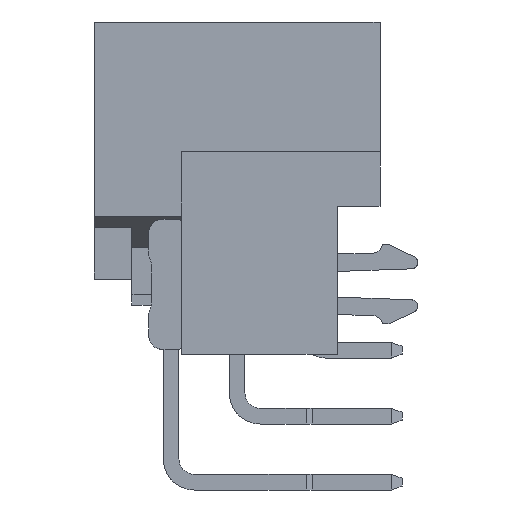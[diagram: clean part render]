
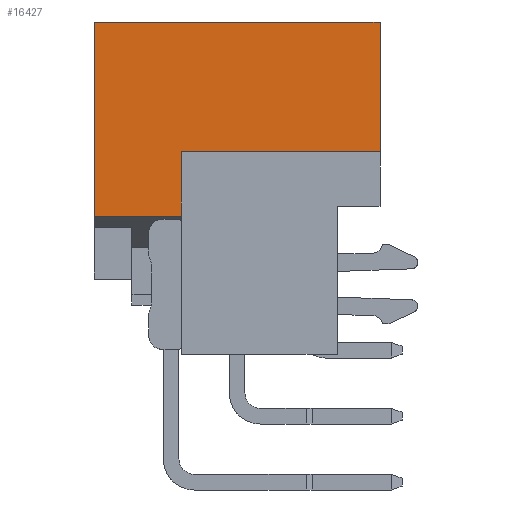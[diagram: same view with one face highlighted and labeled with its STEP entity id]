
A CAD part, left-side view. The second image highlights one B-rep face of the part: STEP entity #16427.
In plain terms, the highlighted planar face has unit normal (-1, 0, 0).
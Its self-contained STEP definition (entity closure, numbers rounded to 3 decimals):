
#12691=CARTESIAN_POINT('',(-23.5,2.15,-1.1));
#12692=VERTEX_POINT('',#12691);
#12702=CARTESIAN_POINT('',(-23.5,5.5,-1.1));
#12703=VERTEX_POINT('',#12702);
#12704=CARTESIAN_POINT('',(-23.5,2.15,-1.1));
#12705=CARTESIAN_POINT('',(-23.5,2.82,-1.1));
#12706=CARTESIAN_POINT('',(-23.5,3.49,-1.1));
#12707=CARTESIAN_POINT('',(-23.5,4.16,-1.1));
#12708=CARTESIAN_POINT('',(-23.5,4.83,-1.1));
#12709=CARTESIAN_POINT('',(-23.5,5.5,-1.1));
#12710=B_SPLINE_CURVE_WITH_KNOTS('',5,(#12704,#12705,#12706,#12707,#12708,#12709),.UNSPECIFIED.,.F.,.U.,(6,6),(0.,3.35),.UNSPECIFIED.);
#12711=EDGE_CURVE('',#12692,#12703,#12710,.T.);
#14939=CARTESIAN_POINT('',(-23.5,2.15,1.4));
#14940=VERTEX_POINT('',#14939);
#14950=CARTESIAN_POINT('',(-23.5,2.15,1.4));
#14951=CARTESIAN_POINT('',(-23.5,2.15,0.9));
#14952=CARTESIAN_POINT('',(-23.5,2.15,0.4));
#14953=CARTESIAN_POINT('',(-23.5,2.15,-0.1));
#14954=CARTESIAN_POINT('',(-23.5,2.15,-0.6));
#14955=CARTESIAN_POINT('',(-23.5,2.15,-1.1));
#14956=B_SPLINE_CURVE_WITH_KNOTS('',5,(#14950,#14951,#14952,#14953,#14954,#14955),.UNSPECIFIED.,.F.,.U.,(6,6),(0.,2.5),.UNSPECIFIED.);
#14957=EDGE_CURVE('',#14940,#12692,#14956,.T.);
#16332=CARTESIAN_POINT('',(-23.5,0.,2.65));
#16333=DIRECTION('',(0.,-1.,0.));
#16334=DIRECTION('',(-1.,0.,0.));
#16335=AXIS2_PLACEMENT_3D('',#16332,#16334,#16333);
#16336=PLANE('',#16335);
#16337=ORIENTED_EDGE('',*,*,#14957,.F.);
#16338=CARTESIAN_POINT('',(-23.5,1.15,1.4));
#16339=VERTEX_POINT('',#16338);
#16340=CARTESIAN_POINT('',(-23.5,2.15,1.4));
#16341=CARTESIAN_POINT('',(-23.5,1.95,1.4));
#16342=CARTESIAN_POINT('',(-23.5,1.75,1.4));
#16343=CARTESIAN_POINT('',(-23.5,1.55,1.4));
#16344=CARTESIAN_POINT('',(-23.5,1.35,1.4));
#16345=CARTESIAN_POINT('',(-23.5,1.15,1.4));
#16346=B_SPLINE_CURVE_WITH_KNOTS('',5,(#16340,#16341,#16342,#16343,#16344,#16345),.UNSPECIFIED.,.F.,.U.,(6,6),(0.,1.),.UNSPECIFIED.);
#16347=EDGE_CURVE('',#14940,#16339,#16346,.T.);
#16348=ORIENTED_EDGE('',*,*,#16347,.T.);
#16349=CARTESIAN_POINT('',(-23.5,1.15,-1.));
#16350=VERTEX_POINT('',#16349);
#16351=CARTESIAN_POINT('',(-23.5,1.15,1.4));
#16352=CARTESIAN_POINT('',(-23.5,1.15,0.92));
#16353=CARTESIAN_POINT('',(-23.5,1.15,0.44));
#16354=CARTESIAN_POINT('',(-23.5,1.15,-0.04));
#16355=CARTESIAN_POINT('',(-23.5,1.15,-0.52));
#16356=CARTESIAN_POINT('',(-23.5,1.15,-1.));
#16357=B_SPLINE_CURVE_WITH_KNOTS('',5,(#16351,#16352,#16353,#16354,#16355,#16356),.UNSPECIFIED.,.F.,.U.,(6,6),(0.,2.4),.UNSPECIFIED.);
#16358=EDGE_CURVE('',#16339,#16350,#16357,.T.);
#16359=ORIENTED_EDGE('',*,*,#16358,.T.);
#16360=CARTESIAN_POINT('',(-23.5,-2.85,-1.));
#16361=VERTEX_POINT('',#16360);
#16362=CARTESIAN_POINT('',(-23.5,1.15,-1.));
#16363=CARTESIAN_POINT('',(-23.5,0.35,-1.));
#16364=CARTESIAN_POINT('',(-23.5,-0.45,-1.));
#16365=CARTESIAN_POINT('',(-23.5,-1.25,-1.));
#16366=CARTESIAN_POINT('',(-23.5,-2.05,-1.));
#16367=CARTESIAN_POINT('',(-23.5,-2.85,-1.));
#16368=B_SPLINE_CURVE_WITH_KNOTS('',5,(#16362,#16363,#16364,#16365,#16366,#16367),.UNSPECIFIED.,.F.,.U.,(6,6),(0.,4.),.UNSPECIFIED.);
#16369=EDGE_CURVE('',#16350,#16361,#16368,.T.);
#16370=ORIENTED_EDGE('',*,*,#16369,.T.);
#16371=CARTESIAN_POINT('',(-23.5,-2.85,1.4));
#16372=VERTEX_POINT('',#16371);
#16373=CARTESIAN_POINT('',(-23.5,-2.85,-1.));
#16374=CARTESIAN_POINT('',(-23.5,-2.85,-0.52));
#16375=CARTESIAN_POINT('',(-23.5,-2.85,-0.04));
#16376=CARTESIAN_POINT('',(-23.5,-2.85,0.44));
#16377=CARTESIAN_POINT('',(-23.5,-2.85,0.92));
#16378=CARTESIAN_POINT('',(-23.5,-2.85,1.4));
#16379=B_SPLINE_CURVE_WITH_KNOTS('',5,(#16373,#16374,#16375,#16376,#16377,#16378),.UNSPECIFIED.,.F.,.U.,(6,6),(0.,2.4),.UNSPECIFIED.);
#16380=EDGE_CURVE('',#16361,#16372,#16379,.T.);
#16381=ORIENTED_EDGE('',*,*,#16380,.T.);
#16382=CARTESIAN_POINT('',(-23.5,-5.5,1.4));
#16383=VERTEX_POINT('',#16382);
#16384=CARTESIAN_POINT('',(-23.5,-2.85,1.4));
#16385=CARTESIAN_POINT('',(-23.5,-3.38,1.4));
#16386=CARTESIAN_POINT('',(-23.5,-3.91,1.4));
#16387=CARTESIAN_POINT('',(-23.5,-4.44,1.4));
#16388=CARTESIAN_POINT('',(-23.5,-4.97,1.4));
#16389=CARTESIAN_POINT('',(-23.5,-5.5,1.4));
#16390=B_SPLINE_CURVE_WITH_KNOTS('',5,(#16384,#16385,#16386,#16387,#16388,#16389),.UNSPECIFIED.,.F.,.U.,(6,6),(0.,2.65),.UNSPECIFIED.);
#16391=EDGE_CURVE('',#16372,#16383,#16390,.T.);
#16392=ORIENTED_EDGE('',*,*,#16391,.T.);
#16393=CARTESIAN_POINT('',(-23.5,-5.5,6.4));
#16394=VERTEX_POINT('',#16393);
#16395=CARTESIAN_POINT('',(-23.5,-5.5,1.4));
#16396=CARTESIAN_POINT('',(-23.5,-5.5,2.4));
#16397=CARTESIAN_POINT('',(-23.5,-5.5,3.4));
#16398=CARTESIAN_POINT('',(-23.5,-5.5,4.4));
#16399=CARTESIAN_POINT('',(-23.5,-5.5,5.4));
#16400=CARTESIAN_POINT('',(-23.5,-5.5,6.4));
#16401=B_SPLINE_CURVE_WITH_KNOTS('',5,(#16395,#16396,#16397,#16398,#16399,#16400),.UNSPECIFIED.,.F.,.U.,(6,6),(0.,5.),.UNSPECIFIED.);
#16402=EDGE_CURVE('',#16383,#16394,#16401,.T.);
#16403=ORIENTED_EDGE('',*,*,#16402,.T.);
#16404=CARTESIAN_POINT('',(-23.5,5.5,6.4));
#16405=VERTEX_POINT('',#16404);
#16406=CARTESIAN_POINT('',(-23.5,-5.5,6.4));
#16407=CARTESIAN_POINT('',(-23.5,-3.3,6.4));
#16408=CARTESIAN_POINT('',(-23.5,-1.1,6.4));
#16409=CARTESIAN_POINT('',(-23.5,1.1,6.4));
#16410=CARTESIAN_POINT('',(-23.5,3.3,6.4));
#16411=CARTESIAN_POINT('',(-23.5,5.5,6.4));
#16412=B_SPLINE_CURVE_WITH_KNOTS('',5,(#16406,#16407,#16408,#16409,#16410,#16411),.UNSPECIFIED.,.F.,.U.,(6,6),(0.,11.),.UNSPECIFIED.);
#16413=EDGE_CURVE('',#16394,#16405,#16412,.T.);
#16414=ORIENTED_EDGE('',*,*,#16413,.T.);
#16415=CARTESIAN_POINT('',(-23.5,5.5,6.4));
#16416=CARTESIAN_POINT('',(-23.5,5.5,4.9));
#16417=CARTESIAN_POINT('',(-23.5,5.5,3.4));
#16418=CARTESIAN_POINT('',(-23.5,5.5,1.9));
#16419=CARTESIAN_POINT('',(-23.5,5.5,0.4));
#16420=CARTESIAN_POINT('',(-23.5,5.5,-1.1));
#16421=B_SPLINE_CURVE_WITH_KNOTS('',5,(#16415,#16416,#16417,#16418,#16419,#16420),.UNSPECIFIED.,.F.,.U.,(6,6),(0.,7.5),.UNSPECIFIED.);
#16422=EDGE_CURVE('',#16405,#12703,#16421,.T.);
#16423=ORIENTED_EDGE('',*,*,#16422,.T.);
#16424=ORIENTED_EDGE('',*,*,#12711,.F.);
#16425=EDGE_LOOP('',(#16337,#16348,#16359,#16370,#16381,#16392,#16403,#16414,#16423,#16424));
#16426=FACE_OUTER_BOUND('',#16425,.T.);
#16427=ADVANCED_FACE('',(#16426),#16336,.T.);
